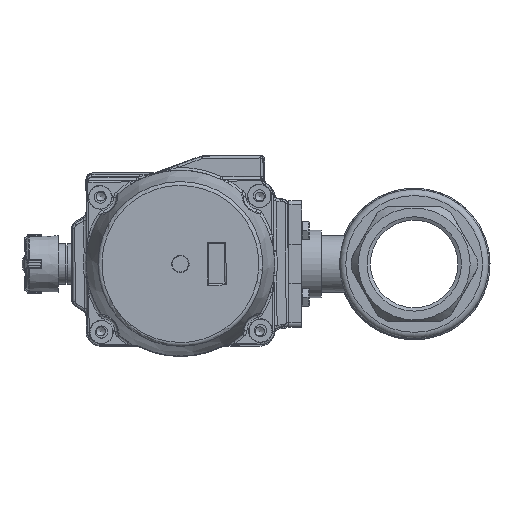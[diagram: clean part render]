
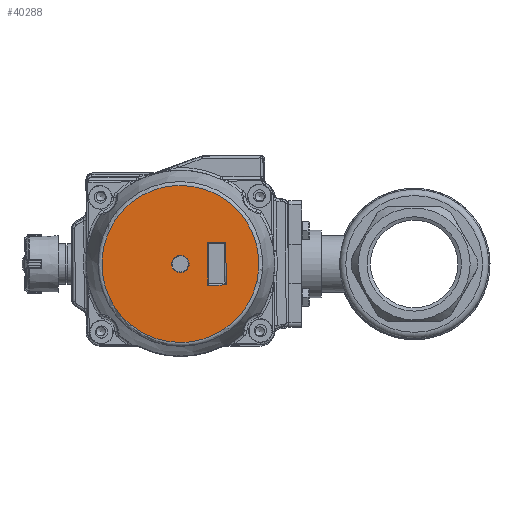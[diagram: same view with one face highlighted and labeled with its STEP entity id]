
A CAD part, left-side view. The second image highlights one B-rep face of the part: STEP entity #40288.
In plain terms, the highlighted face is planar.
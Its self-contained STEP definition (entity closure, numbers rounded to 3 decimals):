
#135=(
BOUNDED_CURVE()
B_SPLINE_CURVE(3,(#77705,#77706,#77707,#77708),.UNSPECIFIED.,.F.,.F.)
B_SPLINE_CURVE_WITH_KNOTS((4,4),(0.501,1.001),
 .UNSPECIFIED.)
CURVE()
GEOMETRIC_REPRESENTATION_ITEM()
RATIONAL_B_SPLINE_CURVE((1.,0.333,0.333,1.))
REPRESENTATION_ITEM('')
);
#136=(
BOUNDED_CURVE()
B_SPLINE_CURVE(3,(#77711,#77712,#77713,#77714),.UNSPECIFIED.,.F.,.F.)
B_SPLINE_CURVE_WITH_KNOTS((4,4),(0.001,0.501),
 .UNSPECIFIED.)
CURVE()
GEOMETRIC_REPRESENTATION_ITEM()
RATIONAL_B_SPLINE_CURVE((1.,0.333,0.333,1.))
REPRESENTATION_ITEM('')
);
#2025=CIRCLE('',#43691,6.5);
#4675=LINE('',#77437,#6845);
#4676=LINE('',#77443,#6846);
#4677=LINE('',#77447,#6847);
#4678=LINE('',#77449,#6848);
#6845=VECTOR('',#49950,1000.);
#6846=VECTOR('',#49957,1000.);
#6847=VECTOR('',#49962,1000.);
#6848=VECTOR('',#49965,1000.);
#13053=ORIENTED_EDGE('',*,*,#22828,.F.);
#13054=ORIENTED_EDGE('',*,*,#22829,.F.);
#13055=ORIENTED_EDGE('',*,*,#22830,.T.);
#13056=ORIENTED_EDGE('',*,*,#22831,.T.);
#13057=ORIENTED_EDGE('',*,*,#22818,.T.);
#13058=ORIENTED_EDGE('',*,*,#22819,.T.);
#13059=ORIENTED_EDGE('',*,*,#22813,.T.);
#13060=ORIENTED_EDGE('',*,*,#22816,.T.);
#22813=EDGE_CURVE('',#28096,#28095,#4675,.T.);
#22816=EDGE_CURVE('',#28095,#28097,#4676,.T.);
#22818=EDGE_CURVE('',#28097,#28098,#4677,.T.);
#22819=EDGE_CURVE('',#28098,#28096,#4678,.T.);
#22828=EDGE_CURVE('',#28107,#28108,#135,.T.);
#22829=EDGE_CURVE('',#28108,#28107,#136,.T.);
#22830=EDGE_CURVE('',#28109,#28110,#2025,.T.);
#22831=EDGE_CURVE('',#28110,#28109,#31212,.T.);
#28095=VERTEX_POINT('',#77436);
#28096=VERTEX_POINT('',#77438);
#28097=VERTEX_POINT('',#77442);
#28098=VERTEX_POINT('',#77446);
#28107=VERTEX_POINT('',#77709);
#28108=VERTEX_POINT('',#77710);
#28109=VERTEX_POINT('',#77716);
#28110=VERTEX_POINT('',#77717);
#31212=B_SPLINE_CURVE_WITH_KNOTS('',3,(#77718,#77719,#77720,#77721,#77722,
#77723,#77724,#77725,#77726,#77727,#77728,#77729,#77730,#77731,#77732,#77733,
#77734,#77735,#77736,#77737,#77738,#77739,#77740,#77741,#77742,#77743,#77744,
#77745,#77746,#77747,#77748,#77749,#77750,#77751,#77752,#77753,#77754,#77755,
#77756,#77757,#77758,#77759,#77760,#77761,#77762,#77763,#77764,#77765,#77766,
#77767,#77768,#77769,#77770,#77771,#77772,#77773,#77774,#77775,#77776,#77777,
#77778,#77779,#77780,#77781,#77782,#77783,#77784,#77785,#77786,#77787,#77788,
#77789,#77790,#77791,#77792,#77793,#77794,#77795,#77796,#77797,#77798,#77799,
#77800,#77801,#77802,#77803),.UNSPECIFIED.,.F.,.F.,(4,1,1,1,2,2,1,1,2,2,
1,2,2,2,1,1,2,2,1,1,1,2,2,1,1,1,2,2,2,1,1,1,2,2,1,1,2,2,1,2,2,2,1,1,2,2,
1,1,1,2,2,1,1,1,2,2,4),(0.5,0.516,0.523,0.527,0.529,0.531,
0.547,0.555,0.559,0.563,
0.578,0.586,0.594,0.625,
0.641,0.648,0.652,0.656,
0.672,0.68,0.684,0.686,
0.688,0.703,0.711,0.715,
0.717,0.719,0.75,0.766,
0.773,0.777,0.779,0.781,0.797,0.805,0.809,
0.813,0.828,0.836,0.844,0.875,0.891,0.898,
0.902,0.906,0.922,0.93,
0.934,0.936,0.938,0.953,0.961,
0.965,0.967,0.969,1.),.UNSPECIFIED.);
#33609=EDGE_LOOP('',(#13053,#13054));
#33610=EDGE_LOOP('',(#13055,#13056));
#33611=EDGE_LOOP('',(#13057,#13058,#13059,#13060));
#36726=FACE_BOUND('',#33609,.T.);
#36727=FACE_BOUND('',#33610,.T.);
#36728=FACE_BOUND('',#33611,.T.);
#38829=PLANE('',#43690);
#40288=ADVANCED_FACE('',(#36726,#36727,#36728),#38829,.T.);
#43690=AXIS2_PLACEMENT_3D('',#77704,#49982,#49983);
#43691=AXIS2_PLACEMENT_3D('',#77715,#49984,#49985);
#49950=DIRECTION('',(1.,0.,0.));
#49957=DIRECTION('',(0.,1.,0.));
#49962=DIRECTION('',(-1.,0.,0.));
#49965=DIRECTION('',(0.,-1.,0.));
#49982=DIRECTION('',(0.,0.,-1.));
#49983=DIRECTION('',(-1.,0.,0.));
#49984=DIRECTION('',(0.,0.,1.));
#49985=DIRECTION('',(-1.,0.,0.));
#77436=CARTESIAN_POINT('',(15.866,-33.866,-46.5));
#77437=CARTESIAN_POINT('',(0.,-33.866,-46.5));
#77438=CARTESIAN_POINT('',(-15.866,-33.866,-46.5));
#77442=CARTESIAN_POINT('',(15.866,-20.134,-46.5));
#77443=CARTESIAN_POINT('',(15.866,0.,-46.5));
#77446=CARTESIAN_POINT('',(-15.866,-20.134,-46.5));
#77447=CARTESIAN_POINT('',(0.,-20.134,-46.5));
#77449=CARTESIAN_POINT('',(-15.866,0.,-46.5));
#77704=CARTESIAN_POINT('',(0.,0.,-46.5));
#77705=CARTESIAN_POINT('',(-58.25,-0.325,-46.5));
#77706=CARTESIAN_POINT('',(-57.601,-116.826,-46.5));
#77707=CARTESIAN_POINT('',(58.9,-116.176,-46.5));
#77708=CARTESIAN_POINT('',(58.25,0.325,-46.5));
#77709=CARTESIAN_POINT('',(-58.25,-0.325,-46.5));
#77710=CARTESIAN_POINT('',(58.25,0.325,-46.5));
#77711=CARTESIAN_POINT('',(58.25,0.325,-46.5));
#77712=CARTESIAN_POINT('',(57.601,116.826,-46.5));
#77713=CARTESIAN_POINT('',(-58.9,116.176,-46.5));
#77714=CARTESIAN_POINT('',(-58.25,-0.325,-46.5));
#77715=CARTESIAN_POINT('',(0.,0.,-46.5));
#77716=CARTESIAN_POINT('',(-6.5,0.,-46.5));
#77717=CARTESIAN_POINT('',(6.5,0.,-46.5));
#77718=CARTESIAN_POINT('',(6.5,0.,-46.5));
#77719=CARTESIAN_POINT('',(6.5,0.199,-46.5));
#77720=CARTESIAN_POINT('',(6.486,0.495,-46.5));
#77721=CARTESIAN_POINT('',(6.447,0.84,-46.5));
#77722=CARTESIAN_POINT('',(6.421,1.011,-46.5));
#77723=CARTESIAN_POINT('',(6.409,1.085,-46.5));
#77724=CARTESIAN_POINT('',(6.4,1.134,-46.5));
#77725=CARTESIAN_POINT('',(6.396,1.157,-46.5));
#77726=CARTESIAN_POINT('',(6.353,1.39,-46.5));
#77727=CARTESIAN_POINT('',(6.281,1.696,-46.5));
#77728=CARTESIAN_POINT('',(6.171,2.047,-46.5));
#77729=CARTESIAN_POINT('',(6.118,2.196,-46.5));
#77730=CARTESIAN_POINT('',(6.082,2.294,-46.5));
#77731=CARTESIAN_POINT('',(6.064,2.342,-46.5));
#77732=CARTESIAN_POINT('',(5.963,2.597,-46.5));
#77733=CARTESIAN_POINT('',(5.827,2.895,-46.5));
#77734=CARTESIAN_POINT('',(5.669,3.183,-46.5));
#77735=CARTESIAN_POINT('',(5.558,3.372,-46.5));
#77736=CARTESIAN_POINT('',(5.502,3.463,-46.5));
#77737=CARTESIAN_POINT('',(5.195,3.932,-46.5));
#77738=CARTESIAN_POINT('',(4.913,4.279,-46.5));
#77739=CARTESIAN_POINT('',(4.438,4.755,-46.5));
#77740=CARTESIAN_POINT('',(4.189,4.979,-46.5));
#77741=CARTESIAN_POINT('',(3.879,5.218,-46.5));
#77742=CARTESIAN_POINT('',(3.742,5.315,-46.5));
#77743=CARTESIAN_POINT('',(3.65,5.378,-46.5));
#77744=CARTESIAN_POINT('',(3.603,5.41,-46.5));
#77745=CARTESIAN_POINT('',(3.373,5.561,-46.5));
#77746=CARTESIAN_POINT('',(3.09,5.726,-46.5));
#77747=CARTESIAN_POINT('',(2.746,5.893,-46.5));
#77748=CARTESIAN_POINT('',(2.57,5.971,-46.5));
#77749=CARTESIAN_POINT('',(2.494,6.002,-46.5));
#77750=CARTESIAN_POINT('',(2.444,6.023,-46.5));
#77751=CARTESIAN_POINT('',(2.417,6.034,-46.5));
#77752=CARTESIAN_POINT('',(2.197,6.121,-46.5));
#77753=CARTESIAN_POINT('',(1.899,6.223,-46.5));
#77754=CARTESIAN_POINT('',(1.543,6.316,-46.5));
#77755=CARTESIAN_POINT('',(1.364,6.356,-46.5));
#77756=CARTESIAN_POINT('',(1.286,6.372,-46.5));
#77757=CARTESIAN_POINT('',(1.235,6.382,-46.5));
#77758=CARTESIAN_POINT('',(1.207,6.387,-46.5));
#77759=CARTESIAN_POINT('',(0.792,6.464,-46.5));
#77760=CARTESIAN_POINT('',(0.397,6.5,-46.5));
#77761=CARTESIAN_POINT('',(-0.199,6.5,-46.5));
#77762=CARTESIAN_POINT('',(-0.495,6.486,-46.5));
#77763=CARTESIAN_POINT('',(-0.84,6.447,-46.5));
#77764=CARTESIAN_POINT('',(-1.011,6.421,-46.5));
#77765=CARTESIAN_POINT('',(-1.085,6.409,-46.5));
#77766=CARTESIAN_POINT('',(-1.134,6.4,-46.5));
#77767=CARTESIAN_POINT('',(-1.157,6.396,-46.5));
#77768=CARTESIAN_POINT('',(-1.39,6.353,-46.5));
#77769=CARTESIAN_POINT('',(-1.696,6.281,-46.5));
#77770=CARTESIAN_POINT('',(-2.047,6.171,-46.5));
#77771=CARTESIAN_POINT('',(-2.196,6.118,-46.5));
#77772=CARTESIAN_POINT('',(-2.294,6.082,-46.5));
#77773=CARTESIAN_POINT('',(-2.342,6.064,-46.5));
#77774=CARTESIAN_POINT('',(-2.597,5.963,-46.5));
#77775=CARTESIAN_POINT('',(-2.895,5.827,-46.5));
#77776=CARTESIAN_POINT('',(-3.183,5.669,-46.5));
#77777=CARTESIAN_POINT('',(-3.372,5.558,-46.5));
#77778=CARTESIAN_POINT('',(-3.463,5.502,-46.5));
#77779=CARTESIAN_POINT('',(-3.932,5.195,-46.5));
#77780=CARTESIAN_POINT('',(-4.279,4.913,-46.5));
#77781=CARTESIAN_POINT('',(-4.755,4.438,-46.5));
#77782=CARTESIAN_POINT('',(-4.979,4.189,-46.5));
#77783=CARTESIAN_POINT('',(-5.218,3.879,-46.5));
#77784=CARTESIAN_POINT('',(-5.315,3.742,-46.5));
#77785=CARTESIAN_POINT('',(-5.378,3.65,-46.5));
#77786=CARTESIAN_POINT('',(-5.41,3.603,-46.5));
#77787=CARTESIAN_POINT('',(-5.561,3.373,-46.5));
#77788=CARTESIAN_POINT('',(-5.726,3.09,-46.5));
#77789=CARTESIAN_POINT('',(-5.893,2.746,-46.5));
#77790=CARTESIAN_POINT('',(-5.971,2.57,-46.5));
#77791=CARTESIAN_POINT('',(-6.002,2.494,-46.5));
#77792=CARTESIAN_POINT('',(-6.023,2.444,-46.5));
#77793=CARTESIAN_POINT('',(-6.034,2.417,-46.5));
#77794=CARTESIAN_POINT('',(-6.121,2.197,-46.5));
#77795=CARTESIAN_POINT('',(-6.223,1.899,-46.5));
#77796=CARTESIAN_POINT('',(-6.316,1.543,-46.5));
#77797=CARTESIAN_POINT('',(-6.356,1.364,-46.5));
#77798=CARTESIAN_POINT('',(-6.372,1.286,-46.5));
#77799=CARTESIAN_POINT('',(-6.382,1.235,-46.5));
#77800=CARTESIAN_POINT('',(-6.387,1.207,-46.5));
#77801=CARTESIAN_POINT('',(-6.464,0.792,-46.5));
#77802=CARTESIAN_POINT('',(-6.5,0.398,-46.5));
#77803=CARTESIAN_POINT('',(-6.5,0.,-46.5));
